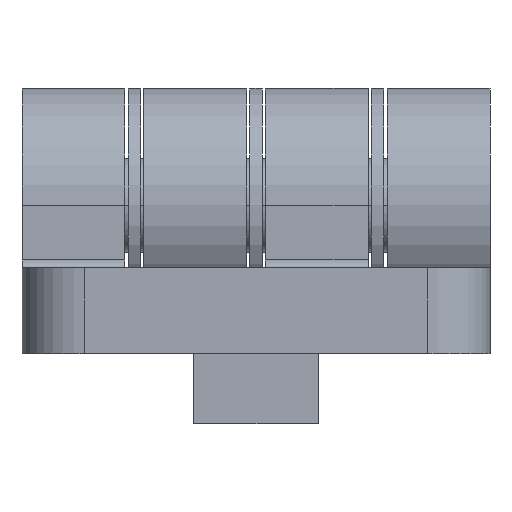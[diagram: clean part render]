
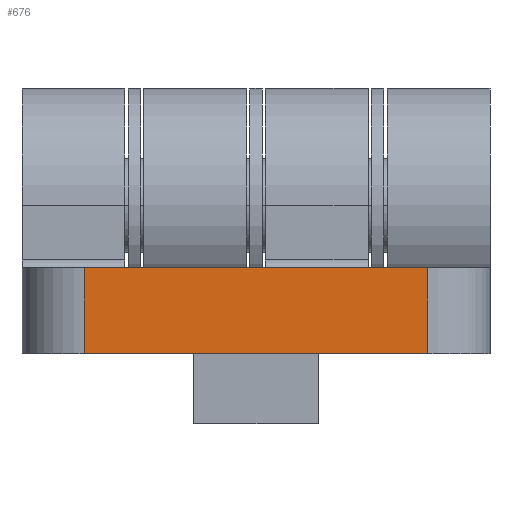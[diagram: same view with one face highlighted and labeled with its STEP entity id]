
A CAD part, left-side view. The second image highlights one B-rep face of the part: STEP entity #676.
In plain terms, the highlighted planar face has unit normal (-1, 0, 0).
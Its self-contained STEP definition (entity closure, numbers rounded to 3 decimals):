
#184 = LINE ( 'NONE', #1383, #1354 ) ;
#676 = ADVANCED_FACE ( 'NONE', ( #787 ), #2237, .F. ) ;
#787 = FACE_OUTER_BOUND ( 'NONE', #2789, .T. ) ;
#798 = CARTESIAN_POINT ( 'NONE',  ( -30., -15., -4. ) ) ;
#947 = VERTEX_POINT ( 'NONE', #3119 ) ;
#1056 = VECTOR ( 'NONE', #1283, 1000. ) ;
#1098 = VERTEX_POINT ( 'NONE', #3194 ) ;
#1283 = DIRECTION ( 'NONE',  ( 0., 0., 1. ) ) ;
#1354 = VECTOR ( 'NONE', #2634, 1000. ) ;
#1383 = CARTESIAN_POINT ( 'NONE',  ( -30., -15., -9.5 ) ) ;
#1408 = EDGE_CURVE ( 'NONE', #1786, #1098, #2246, .T. ) ;
#1489 = ORIENTED_EDGE ( 'NONE', *, *, #1408, .F. ) ;
#1496 = AXIS2_PLACEMENT_3D ( 'NONE', #3161, #1984, #1668 ) ;
#1668 = DIRECTION ( 'NONE',  ( 0., 0., 1. ) ) ;
#1752 = CARTESIAN_POINT ( 'NONE',  ( -30., -11., -4. ) ) ;
#1786 = VERTEX_POINT ( 'NONE', #3143 ) ;
#1984 = DIRECTION ( 'NONE',  ( 1., 0., 0. ) ) ;
#2120 = ORIENTED_EDGE ( 'NONE', *, *, #3761, .F. ) ;
#2237 = PLANE ( 'NONE',  #1496 ) ;
#2246 = LINE ( 'NONE', #2304, #2523 ) ;
#2285 = LINE ( 'NONE', #798, #2486 ) ;
#2304 = CARTESIAN_POINT ( 'NONE',  ( -30., 11., -9.5 ) ) ;
#2349 = EDGE_CURVE ( 'NONE', #2729, #1098, #2285, .T. ) ;
#2374 = ORIENTED_EDGE ( 'NONE', *, *, #2847, .T. ) ;
#2486 = VECTOR ( 'NONE', #3208, 1000. ) ;
#2523 = VECTOR ( 'NONE', #3190, 1000. ) ;
#2634 = DIRECTION ( 'NONE',  ( 0., 1., 0. ) ) ;
#2729 = VERTEX_POINT ( 'NONE', #1752 ) ;
#2740 = CARTESIAN_POINT ( 'NONE',  ( -30., -11., -9.5 ) ) ;
#2789 = EDGE_LOOP ( 'NONE', ( #3841, #1489, #2120, #2374 ) ) ;
#2814 = LINE ( 'NONE', #2740, #1056 ) ;
#2847 = EDGE_CURVE ( 'NONE', #947, #2729, #2814, .T. ) ;
#3119 = CARTESIAN_POINT ( 'NONE',  ( -30., -11., -9.5 ) ) ;
#3143 = CARTESIAN_POINT ( 'NONE',  ( -30., 11., -9.5 ) ) ;
#3161 = CARTESIAN_POINT ( 'NONE',  ( -30., -15., -4. ) ) ;
#3190 = DIRECTION ( 'NONE',  ( 0., 0., 1. ) ) ;
#3194 = CARTESIAN_POINT ( 'NONE',  ( -30., 11., -4. ) ) ;
#3208 = DIRECTION ( 'NONE',  ( 0., 1., 0. ) ) ;
#3761 = EDGE_CURVE ( 'NONE', #947, #1786, #184, .T. ) ;
#3841 = ORIENTED_EDGE ( 'NONE', *, *, #2349, .T. ) ;
